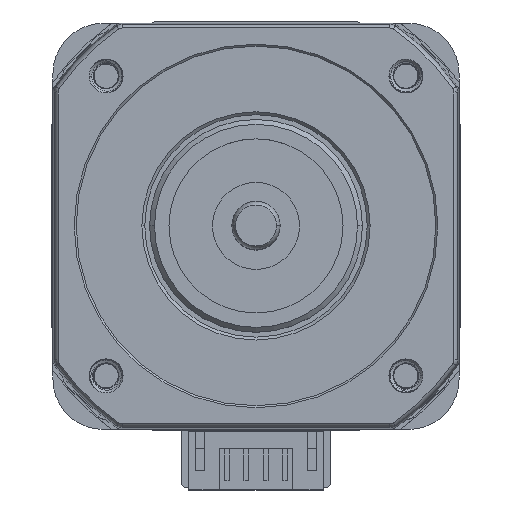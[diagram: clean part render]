
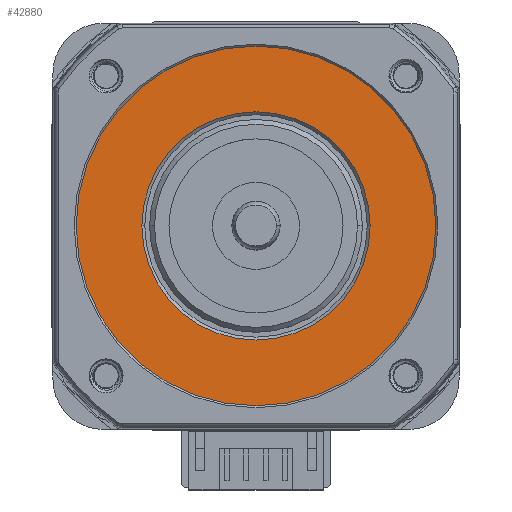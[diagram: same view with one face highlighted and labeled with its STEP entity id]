
A CAD part, top view. The second image highlights one B-rep face of the part: STEP entity #42880.
In plain terms, the highlighted planar face has unit normal (0, 0, 1).
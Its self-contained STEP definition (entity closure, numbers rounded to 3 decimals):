
#15870=CARTESIAN_POINT('',(-18.6,0.,
-0.2));
#15880=VERTEX_POINT('',#15870);
#16060=CARTESIAN_POINT('',(18.6,0.,-0.2))
;
#16070=VERTEX_POINT('',#16060);
#16100=CARTESIAN_POINT('',(0.,0.,
-0.2));
#16110=DIRECTION('',(0.,0.,1.));
#16120=DIRECTION('',(1.,0.,0.));
#16130=AXIS2_PLACEMENT_3D('',#16100,#16110,#16120);
#16140=CIRCLE('',#16130,18.6);
#16150=EDGE_CURVE('',#16070,#15880,#16140,.T.);
#16310=CARTESIAN_POINT('',(11.8,0.,-0.2)
);
#16320=VERTEX_POINT('',#16310);
#16350=CARTESIAN_POINT('',(0.,0.,
-0.2));
#16360=DIRECTION('',(-0.,-0.,-1.));
#16370=DIRECTION('',(1.,0.,0.));
#16380=AXIS2_PLACEMENT_3D('',#16350,#16360,#16370);
#16390=CIRCLE('',#16380,11.8);
#16400=CARTESIAN_POINT('',(-11.8,0.,-0.2));
#16410=VERTEX_POINT('',#16400);
#16420=EDGE_CURVE('',#16320,#16410,#16390,.T.);
#42730=CARTESIAN_POINT('',(-44.64,0.,-0.2));
#42740=DIRECTION('',(0.,0.,1.));
#42750=DIRECTION('',(1.,0.,-0.));
#42760=AXIS2_PLACEMENT_3D('',#42730,#42740,#42750);
#42770=PLANE('',#42760);
#42780=EDGE_CURVE('',#15880,#16070,#16140,.T.);
#42790=ORIENTED_EDGE('',*,*,#42780,.T.);
#42800=ORIENTED_EDGE('',*,*,#16150,.T.);
#42810=EDGE_LOOP('',(#42800,#42790));
#42820=FACE_OUTER_BOUND('',#42810,.T.);
#42830=ORIENTED_EDGE('',*,*,#16420,.T.);
#42840=EDGE_CURVE('',#16410,#16320,#16390,.T.);
#42850=ORIENTED_EDGE('',*,*,#42840,.T.);
#42860=EDGE_LOOP('',(#42850,#42830));
#42870=FACE_BOUND('',#42860,.T.);
#42880=ADVANCED_FACE('',(#42820,#42870),#42770,.T.);
